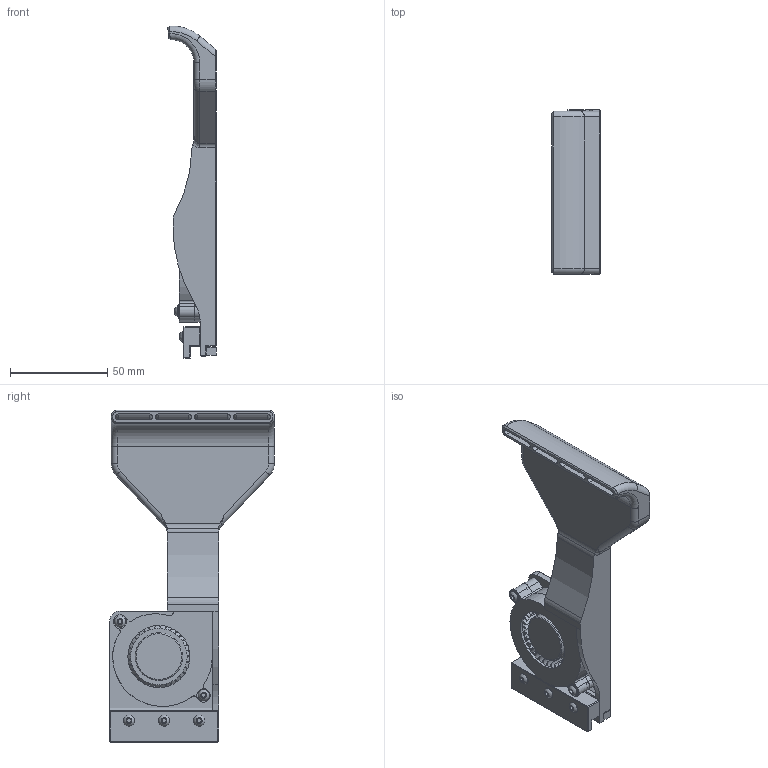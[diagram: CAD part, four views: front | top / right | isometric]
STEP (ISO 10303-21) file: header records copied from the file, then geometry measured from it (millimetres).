
FILE_DESCRIPTION(/* description */ (''),/* implementation_level */ '2;1');
FILE_NAME(/* name */ 'Aux Fan v29.step',/* time_stamp */ '2023-02-28T14:08:04+01:00',/* author */ (''),/* organization */ (''),/* preprocessor_version */ 'ST-DEVELOPER v19.2',/* originating_system */ 'Autodesk Translation Framework v11.17.0.187',/* authorisation */ '');
FILE_SCHEMA (('AUTOMOTIVE_DESIGN { 1 0 10303 214 3 1 1 }'));
Length unit declared in the file: millimetre
Products named in the file (9): Aux Fan; Radial-Cooling-Fan-5015-DC12V; turbine; top; bottom; M3x16BHCS_NO THREADS; M3x18BHCS_NO THREADS; DIN125 Washer; M3 Threaded Insert
Assembly tree (16 placements, depth 3):
  Aux Fan
    Radial-Cooling-Fan-5015-DC12V
      turbine
      top
      bottom
    M3x16BHCS_NO THREADS  x3
    M3x18BHCS_NO THREADS  x2
    DIN125 Washer  x2
    M3 Threaded Insert  x5
Bounding box: 24.93 x 84.9 x 170.97 mm (x, y, z)
Volume: 68203.8 mm3; surface area: 66469 mm2
Topology: 19 solids, 19 shells, 2015 faces, 5505 edges, 3570 vertices
Faces by surface type: bspline 739, cylinder 644, plane 470, cone 111, torus 46, sphere 5
Full cylindrical faces by diameter (mm): 3 x10, 3.2 x2, 3.4 x6, 4.5 x9, 5 x1, 5.05 x5, 5.16 x5, 5.56 x5, 5.65 x2, 5.7 x5, 7 x2, 22.8 x1, 24.5 x1, 32 x1
Entity records: 34710 total; most frequent: CARTESIAN_POINT 8991, ORIENTED_EDGE 5426, DIRECTION 5364, EDGE_CURVE 2713, AXIS2_PLACEMENT_3D 1989, VERTEX_POINT 1721, LINE 1386, VECTOR 1386
